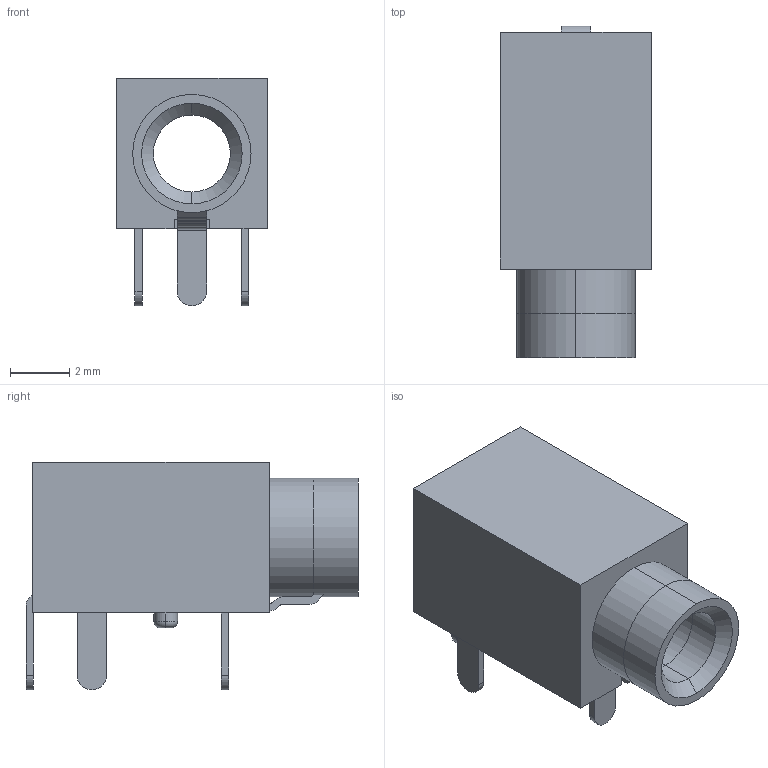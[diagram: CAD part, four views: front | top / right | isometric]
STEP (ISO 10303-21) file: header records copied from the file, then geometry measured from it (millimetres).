
FILE_DESCRIPTION(('FreeCAD Model'),'2;1');
FILE_NAME('Open CASCADE Shape Model','2023-09-15T15:36:10',('Author'),( ''),'Open CASCADE STEP processor 7.6','FreeCAD','Unknown');
FILE_SCHEMA(('AUTOMOTIVE_DESIGN { 1 0 10303 214 1 1 1 1 }'));
Length unit declared in the file: millimetre
Products named in the file (11): PCBModel; CN1; AUDIO-TH_PJ-210B; COMPOUND008; COMPOUND001; COMPOUND002; COMPOUND003; COMPOUND004; COMPOUND005; COMPOUND006; COMPOUND007
Assembly tree (10 placements, depth 5):
  PCBModel
    CN1
      AUDIO-TH_PJ-210B
        COMPOUND008
          COMPOUND001
          COMPOUND002
          COMPOUND003
          COMPOUND004
          COMPOUND005
          COMPOUND006
          COMPOUND007
Bounding box: 5.11 x 11.22 x 7.7 mm (x, y, z)
Volume: 164 mm3; surface area: 489.2 mm2
Topology: 7 solids, 7 shells, 339 faces, 899 edges, 598 vertices
Faces by surface type: plane 209, bspline 98, cylinder 28, cone 2, torus 2
Entity records: 11636 total; most frequent: CARTESIAN_POINT 3153, ORIENTED_EDGE 1798, DIRECTION 1265, EDGE_CURVE 899, LINE 637, VECTOR 637, VERTEX_POINT 598, FACE_BOUND 371
